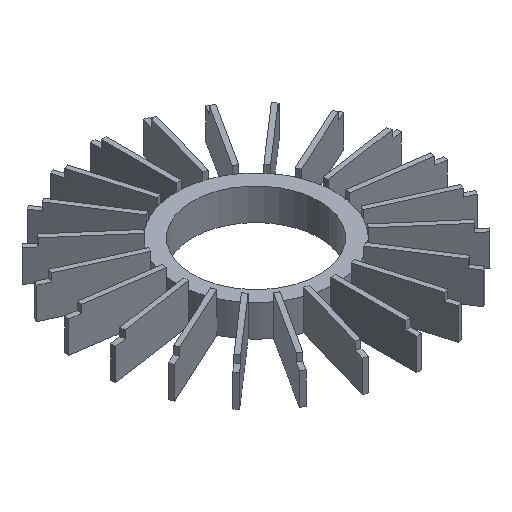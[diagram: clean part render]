
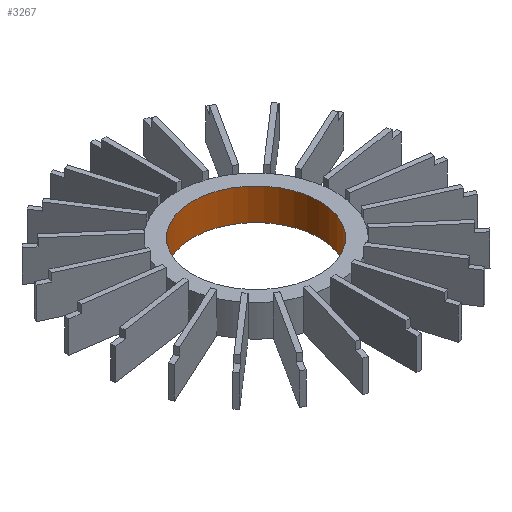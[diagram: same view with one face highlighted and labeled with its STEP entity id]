
A CAD part, isometric view. The second image highlights one B-rep face of the part: STEP entity #3267.
In plain terms, the highlighted cylindrical face has radius 40 mm (diameter 80 mm), a full revolution.
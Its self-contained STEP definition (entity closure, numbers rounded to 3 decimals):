
#207=FACE_OUTER_BOUND('',#387,.T.);
#387=EDGE_LOOP('',(#2457,#2458,#2459,#2460));
#577=CIRCLE('',#3493,40.);
#589=CIRCLE('',#3539,40.);
#733=LINE('',#5035,#1130);
#1130=VECTOR('',#4079,40.);
#1483=VERTEX_POINT('',#4832);
#1550=VERTEX_POINT('',#5033);
#1815=EDGE_CURVE('',#1483,#1483,#577,.T.);
#1915=EDGE_CURVE('',#1550,#1550,#589,.T.);
#1916=EDGE_CURVE('',#1550,#1483,#733,.T.);
#2457=ORIENTED_EDGE('',*,*,#1915,.F.);
#2458=ORIENTED_EDGE('',*,*,#1916,.T.);
#2459=ORIENTED_EDGE('',*,*,#1815,.T.);
#2460=ORIENTED_EDGE('',*,*,#1916,.F.);
#3199=CYLINDRICAL_SURFACE('',#3538,40.);
#3267=ADVANCED_FACE('',(#207),#3199,.F.);
#3493=AXIS2_PLACEMENT_3D('',#4833,#3897,#3898);
#3538=AXIS2_PLACEMENT_3D('',#5032,#4075,#4076);
#3539=AXIS2_PLACEMENT_3D('',#5034,#4077,#4078);
#3897=DIRECTION('center_axis',(0.,0.,1.));
#3898=DIRECTION('ref_axis',(1.,0.,0.));
#4075=DIRECTION('center_axis',(0.,0.,1.));
#4076=DIRECTION('ref_axis',(1.,0.,0.));
#4077=DIRECTION('center_axis',(0.,0.,1.));
#4078=DIRECTION('ref_axis',(1.,0.,0.));
#4079=DIRECTION('',(0.,0.,1.));
#4832=CARTESIAN_POINT('',(-40.,0.,25.));
#4833=CARTESIAN_POINT('Origin',(0.,0.,25.));
#5032=CARTESIAN_POINT('Origin',(0.,0.,5.));
#5033=CARTESIAN_POINT('',(-40.,0.,5.));
#5034=CARTESIAN_POINT('Origin',(0.,0.,5.));
#5035=CARTESIAN_POINT('',(-40.,0.,5.));
